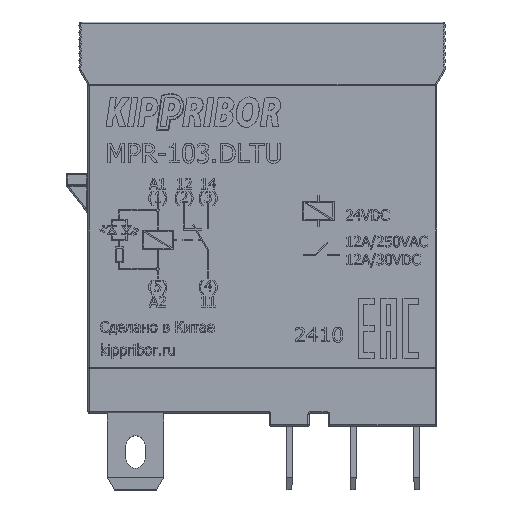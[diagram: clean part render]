
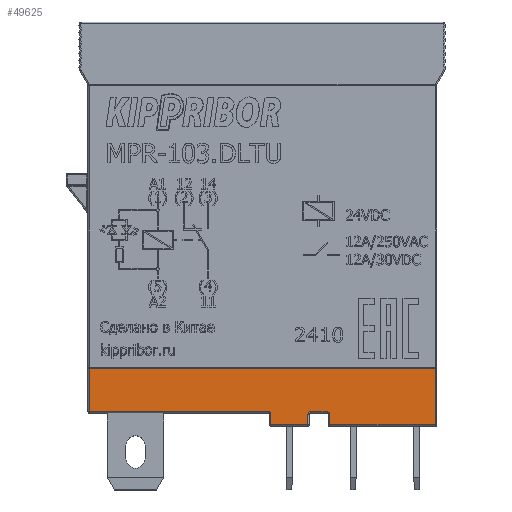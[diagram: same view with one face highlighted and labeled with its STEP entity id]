
A CAD part, top view. The second image highlights one B-rep face of the part: STEP entity #49625.
In plain terms, the highlighted planar face has unit normal (0, 0, 1).
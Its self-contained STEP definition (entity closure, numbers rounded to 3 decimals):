
#1747=PLANE('',#52132);
#3220=LINE('',#70011,#7942);
#3229=LINE('',#70072,#7951);
#3231=LINE('',#70105,#7953);
#3238=LINE('',#70143,#7960);
#3246=LINE('',#70212,#7968);
#3249=LINE('',#70225,#7971);
#3251=LINE('',#70231,#7973);
#3260=LINE('',#70246,#7982);
#3283=LINE('',#70285,#8005);
#3295=LINE('',#70305,#8017);
#7942=VECTOR('',#55457,10.);
#7951=VECTOR('',#55534,10.);
#7953=VECTOR('',#55574,10.);
#7960=VECTOR('',#55621,10.);
#7968=VECTOR('',#55709,10.);
#7971=VECTOR('',#55726,10.);
#7973=VECTOR('',#55732,10.);
#7982=VECTOR('',#55753,10.);
#8005=VECTOR('',#55804,10.);
#8017=VECTOR('',#55830,10.);
#16575=FACE_OUTER_BOUND('',#19421,.T.);
#19421=EDGE_LOOP('',(#46111,#46112,#46113,#46114,#46115,#46116,#46117,#46118,
#46119,#46120,#46121,#46122,#46123));
#19879=CIRCLE('',#50631,0.2);
#19893=CIRCLE('',#50650,0.2);
#19931=CIRCLE('',#50710,0.2);
#23555=VERTEX_POINT('',#70004);
#23557=VERTEX_POINT('',#70009);
#23565=VERTEX_POINT('',#70038);
#23574=VERTEX_POINT('',#70066);
#23575=VERTEX_POINT('',#70068);
#23586=VERTEX_POINT('',#70099);
#23587=VERTEX_POINT('',#70101);
#23598=VERTEX_POINT('',#70138);
#23609=VERTEX_POINT('',#70178);
#23618=VERTEX_POINT('',#70206);
#23619=VERTEX_POINT('',#70208);
#23621=VERTEX_POINT('',#70216);
#23623=VERTEX_POINT('',#70227);
#28399=EDGE_CURVE('',#23557,#23555,#3220,.T.);
#28428=EDGE_CURVE('',#23574,#23575,#19879,.T.);
#28430=EDGE_CURVE('',#23565,#23574,#3229,.T.);
#28444=EDGE_CURVE('',#23586,#23587,#19893,.T.);
#28446=EDGE_CURVE('',#23575,#23586,#3231,.T.);
#28465=EDGE_CURVE('',#23587,#23598,#3238,.T.);
#28497=EDGE_CURVE('',#23618,#23619,#19931,.T.);
#28499=EDGE_CURVE('',#23609,#23618,#3246,.T.);
#28506=EDGE_CURVE('',#23619,#23621,#3249,.T.);
#28509=EDGE_CURVE('',#23621,#23623,#3251,.T.);
#28518=EDGE_CURVE('',#23598,#23609,#3260,.T.);
#28542=EDGE_CURVE('',#23555,#23565,#3283,.T.);
#28554=EDGE_CURVE('',#23557,#23623,#3295,.T.);
#46111=ORIENTED_EDGE('',*,*,#28399,.F.);
#46112=ORIENTED_EDGE('',*,*,#28554,.T.);
#46113=ORIENTED_EDGE('',*,*,#28509,.F.);
#46114=ORIENTED_EDGE('',*,*,#28506,.F.);
#46115=ORIENTED_EDGE('',*,*,#28497,.F.);
#46116=ORIENTED_EDGE('',*,*,#28499,.F.);
#46117=ORIENTED_EDGE('',*,*,#28518,.F.);
#46118=ORIENTED_EDGE('',*,*,#28465,.F.);
#46119=ORIENTED_EDGE('',*,*,#28444,.F.);
#46120=ORIENTED_EDGE('',*,*,#28446,.F.);
#46121=ORIENTED_EDGE('',*,*,#28428,.F.);
#46122=ORIENTED_EDGE('',*,*,#28430,.F.);
#46123=ORIENTED_EDGE('',*,*,#28542,.F.);
#49625=ADVANCED_FACE('',(#16575),#1747,.T.);
#50631=AXIS2_PLACEMENT_3D('',#70069,#55528,#55529);
#50650=AXIS2_PLACEMENT_3D('',#70102,#55568,#55569);
#50710=AXIS2_PLACEMENT_3D('',#70209,#55703,#55704);
#52132=AXIS2_PLACEMENT_3D('',#89319,#61738,#61739);
#55457=DIRECTION('',(0.,-1.,0.));
#55528=DIRECTION('center_axis',(0.,0.,1.));
#55529=DIRECTION('ref_axis',(0.707,0.707,0.));
#55534=DIRECTION('',(0.,1.,0.));
#55568=DIRECTION('center_axis',(0.,0.,1.));
#55569=DIRECTION('ref_axis',(-0.707,0.707,0.));
#55574=DIRECTION('',(-1.,0.,0.));
#55621=DIRECTION('',(0.,-1.,0.));
#55703=DIRECTION('center_axis',(0.,0.,1.));
#55704=DIRECTION('ref_axis',(0.707,0.707,0.));
#55709=DIRECTION('',(0.,1.,0.));
#55726=DIRECTION('',(-1.,0.,0.));
#55732=DIRECTION('',(0.,1.,0.));
#55753=DIRECTION('',(-1.,0.,0.));
#55804=DIRECTION('',(-1.,0.,0.));
#55830=DIRECTION('',(-1.,0.,0.));
#61738=DIRECTION('center_axis',(0.,0.,1.));
#61739=DIRECTION('ref_axis',(1.,0.,0.));
#70004=CARTESIAN_POINT('',(14.4,-17.25,6.35));
#70009=CARTESIAN_POINT('',(14.4,-12.55,6.35));
#70011=CARTESIAN_POINT('',(14.4,-8.125,6.35));
#70038=CARTESIAN_POINT('',(5.6,-17.25,6.35));
#70066=CARTESIAN_POINT('',(5.6,-16.35,6.35));
#70068=CARTESIAN_POINT('',(5.4,-16.15,6.35));
#70069=CARTESIAN_POINT('Origin',(5.4,-16.35,6.35));
#70072=CARTESIAN_POINT('',(5.6,-8.125,6.35));
#70099=CARTESIAN_POINT('',(4.,-16.15,6.35));
#70101=CARTESIAN_POINT('',(3.8,-16.35,6.35));
#70102=CARTESIAN_POINT('Origin',(4.,-16.35,6.35));
#70105=CARTESIAN_POINT('',(-7.25,-16.15,6.35));
#70138=CARTESIAN_POINT('',(3.8,-17.25,6.35));
#70143=CARTESIAN_POINT('',(3.8,-8.125,6.35));
#70178=CARTESIAN_POINT('',(0.7,-17.25,6.35));
#70206=CARTESIAN_POINT('',(0.7,-16.35,6.35));
#70208=CARTESIAN_POINT('',(0.5,-16.15,6.35));
#70209=CARTESIAN_POINT('Origin',(0.5,-16.35,6.35));
#70212=CARTESIAN_POINT('',(0.7,-8.125,6.35));
#70216=CARTESIAN_POINT('',(-14.4,-16.15,6.35));
#70225=CARTESIAN_POINT('',(-7.25,-16.15,6.35));
#70227=CARTESIAN_POINT('',(-14.4,-12.55,6.35));
#70231=CARTESIAN_POINT('',(-14.4,8.125,6.35));
#70246=CARTESIAN_POINT('',(1.125,-17.25,6.35));
#70285=CARTESIAN_POINT('',(5.,-17.25,6.35));
#70305=CARTESIAN_POINT('',(0.,-12.55,6.35));
#89319=CARTESIAN_POINT('Origin',(0.,0.,6.35));
